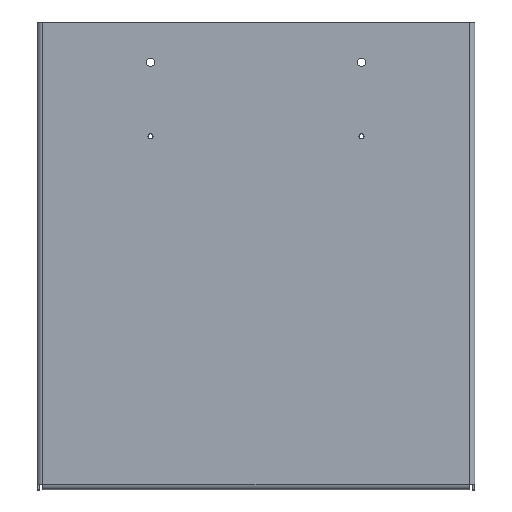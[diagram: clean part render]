
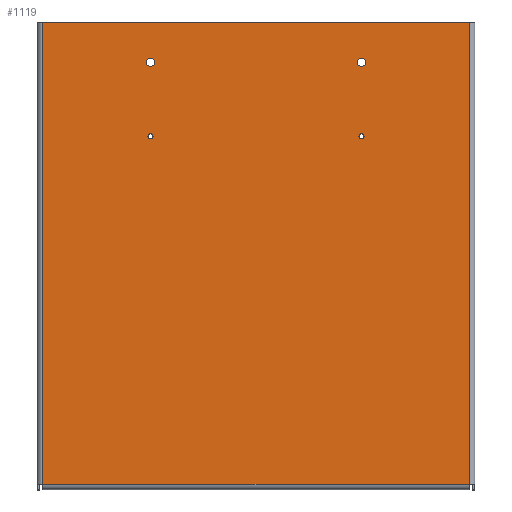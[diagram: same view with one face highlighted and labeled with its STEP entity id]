
A CAD part, top view. The second image highlights one B-rep face of the part: STEP entity #1119.
In plain terms, the highlighted planar face has unit normal (0, 0, 1).
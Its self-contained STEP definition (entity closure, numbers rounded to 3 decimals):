
#64=FACE_BOUND('',#363,.T.);
#65=FACE_BOUND('',#364,.T.);
#66=FACE_BOUND('',#365,.T.);
#67=FACE_BOUND('',#366,.T.);
#68=FACE_BOUND('',#367,.T.);
#98=CIRCLE('',#1181,2.5);
#100=CIRCLE('',#1184,1.5);
#102=CIRCLE('',#1187,1.5);
#104=CIRCLE('',#1190,2.5);
#363=EDGE_LOOP('',(#1010));
#364=EDGE_LOOP('',(#1011));
#365=EDGE_LOOP('',(#1012));
#366=EDGE_LOOP('',(#1013));
#367=EDGE_LOOP('',(#1014,#1015,#1016,#1017,#1018,#1019));
#404=LINE('',#1704,#488);
#408=LINE('',#1719,#492);
#415=LINE('',#1737,#499);
#425=LINE('',#1764,#509);
#440=LINE('',#1798,#524);
#451=LINE('',#1820,#535);
#488=VECTOR('',#1411,253.925);
#492=VECTOR('',#1431,0.1);
#499=VECTOR('',#1448,275.);
#509=VECTOR('',#1474,0.1);
#524=VECTOR('',#1511,275.);
#535=VECTOR('',#1536,254.125);
#585=VERTEX_POINT('',#1682);
#587=VERTEX_POINT('',#1687);
#589=VERTEX_POINT('',#1692);
#591=VERTEX_POINT('',#1697);
#592=VERTEX_POINT('',#1701);
#593=VERTEX_POINT('',#1703);
#596=VERTEX_POINT('',#1718);
#602=VERTEX_POINT('',#1736);
#609=VERTEX_POINT('',#1753);
#619=VERTEX_POINT('',#1796);
#688=EDGE_CURVE('',#585,#585,#98,.T.);
#690=EDGE_CURVE('',#587,#587,#100,.T.);
#692=EDGE_CURVE('',#589,#589,#102,.T.);
#694=EDGE_CURVE('',#591,#591,#104,.T.);
#697=EDGE_CURVE('',#593,#592,#404,.T.);
#704=EDGE_CURVE('',#596,#593,#408,.T.);
#713=EDGE_CURVE('',#602,#596,#415,.T.);
#727=EDGE_CURVE('',#592,#609,#425,.T.);
#744=EDGE_CURVE('',#609,#619,#440,.T.);
#755=EDGE_CURVE('',#602,#619,#451,.T.);
#1010=ORIENTED_EDGE('',*,*,#688,.T.);
#1011=ORIENTED_EDGE('',*,*,#690,.T.);
#1012=ORIENTED_EDGE('',*,*,#692,.T.);
#1013=ORIENTED_EDGE('',*,*,#694,.T.);
#1014=ORIENTED_EDGE('',*,*,#704,.T.);
#1015=ORIENTED_EDGE('',*,*,#697,.T.);
#1016=ORIENTED_EDGE('',*,*,#727,.T.);
#1017=ORIENTED_EDGE('',*,*,#744,.T.);
#1018=ORIENTED_EDGE('',*,*,#755,.F.);
#1019=ORIENTED_EDGE('',*,*,#713,.T.);
#1057=PLANE('',#1232);
#1119=ADVANCED_FACE('',(#64,#65,#66,#67,#68),#1057,.T.);
#1181=AXIS2_PLACEMENT_3D('',#1683,#1386,#1387);
#1184=AXIS2_PLACEMENT_3D('',#1688,#1392,#1393);
#1187=AXIS2_PLACEMENT_3D('',#1693,#1398,#1399);
#1190=AXIS2_PLACEMENT_3D('',#1698,#1404,#1405);
#1232=AXIS2_PLACEMENT_3D('',#1821,#1537,#1538);
#1386=DIRECTION('center_axis',(0.,0.,-1.));
#1387=DIRECTION('ref_axis',(-1.,0.,0.));
#1392=DIRECTION('center_axis',(0.,0.,-1.));
#1393=DIRECTION('ref_axis',(-1.,0.,0.));
#1398=DIRECTION('center_axis',(0.,0.,-1.));
#1399=DIRECTION('ref_axis',(-1.,0.,0.));
#1404=DIRECTION('center_axis',(0.,0.,-1.));
#1405=DIRECTION('ref_axis',(-1.,0.,0.));
#1411=DIRECTION('',(1.,0.,0.));
#1431=DIRECTION('',(1.,0.,0.));
#1448=DIRECTION('',(0.,-1.,0.));
#1474=DIRECTION('',(1.,0.,0.));
#1511=DIRECTION('',(0.,1.,0.));
#1536=DIRECTION('',(1.,0.,0.));
#1537=DIRECTION('center_axis',(0.,0.,1.));
#1538=DIRECTION('ref_axis',(1.,0.,0.));
#1682=CARTESIAN_POINT('',(-60.25,115.088,1.588));
#1683=CARTESIAN_POINT('Origin',(-62.75,115.088,1.588));
#1687=CARTESIAN_POINT('',(-61.25,71.088,1.588));
#1688=CARTESIAN_POINT('Origin',(-62.75,71.088,1.588));
#1692=CARTESIAN_POINT('',(64.25,71.088,1.588));
#1693=CARTESIAN_POINT('Origin',(62.75,71.088,1.588));
#1697=CARTESIAN_POINT('',(65.25,115.088,1.588));
#1698=CARTESIAN_POINT('Origin',(62.75,115.088,1.588));
#1701=CARTESIAN_POINT('',(126.963,-135.913,1.587));
#1703=CARTESIAN_POINT('',(-126.963,-135.913,1.588));
#1704=CARTESIAN_POINT('',(-63.531,-135.913,1.588));
#1718=CARTESIAN_POINT('',(-127.063,-135.913,1.588));
#1719=CARTESIAN_POINT('',(-63.531,-135.913,1.588));
#1736=CARTESIAN_POINT('',(-127.063,139.088,1.588));
#1737=CARTESIAN_POINT('',(-127.063,69.544,1.588));
#1753=CARTESIAN_POINT('',(127.063,-135.913,1.588));
#1764=CARTESIAN_POINT('',(-63.531,-135.913,1.588));
#1796=CARTESIAN_POINT('',(127.063,139.088,1.588));
#1798=CARTESIAN_POINT('',(127.063,-69.544,1.588));
#1820=CARTESIAN_POINT('',(-128.65,139.088,1.588));
#1821=CARTESIAN_POINT('Origin',(0.,0.,
1.588));
